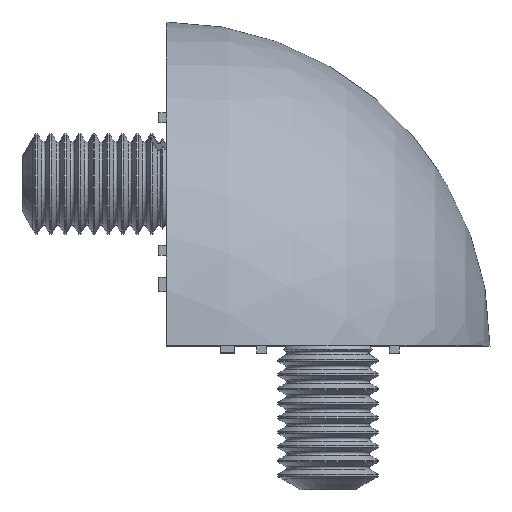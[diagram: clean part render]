
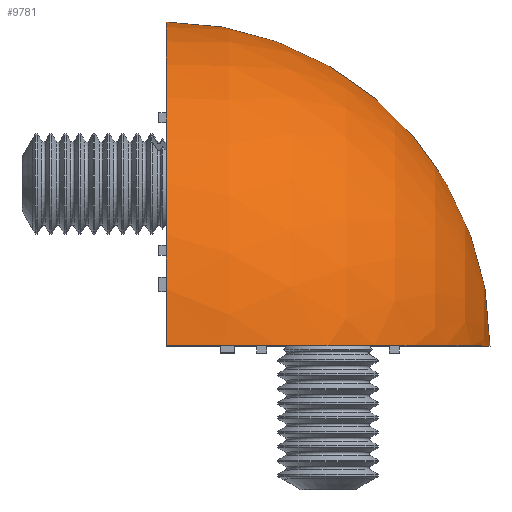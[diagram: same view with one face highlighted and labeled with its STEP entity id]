
A CAD part, top view. The second image highlights one B-rep face of the part: STEP entity #9781.
In plain terms, the highlighted spherical face has radius 45 mm.
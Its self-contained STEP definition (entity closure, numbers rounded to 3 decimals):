
#62=SPHERICAL_SURFACE('',#10475,45.);
#858=FACE_OUTER_BOUND('',#1497,.T.);
#1497=EDGE_LOOP('',(#7308,#7309,#7310));
#1978=CIRCLE('',#10445,45.);
#1980=CIRCLE('',#10448,45.);
#1982=CIRCLE('',#10451,45.);
#4300=VERTEX_POINT('',#15646);
#4302=VERTEX_POINT('',#15649);
#4304=VERTEX_POINT('',#15655);
#5374=EDGE_CURVE('',#4300,#4302,#1978,.T.);
#5377=EDGE_CURVE('',#4302,#4304,#1980,.T.);
#5380=EDGE_CURVE('',#4304,#4300,#1982,.T.);
#7308=ORIENTED_EDGE('',*,*,#5380,.F.);
#7309=ORIENTED_EDGE('',*,*,#5377,.F.);
#7310=ORIENTED_EDGE('',*,*,#5374,.F.);
#9781=ADVANCED_FACE('',(#858),#62,.T.);
#10445=AXIS2_PLACEMENT_3D('',#15650,#12266,#12267);
#10448=AXIS2_PLACEMENT_3D('',#15656,#12273,#12274);
#10451=AXIS2_PLACEMENT_3D('',#15661,#12280,#12281);
#10475=AXIS2_PLACEMENT_3D('',#15701,#12336,#12337);
#12266=DIRECTION('center_axis',(0.,0.,
-1.));
#12267=DIRECTION('ref_axis',(1.,0.,0.));
#12273=DIRECTION('center_axis',(0.,-1.,0.));
#12274=DIRECTION('ref_axis',(0.,0.,
-1.));
#12280=DIRECTION('center_axis',(-1.,0.,0.));
#12281=DIRECTION('ref_axis',(0.,0.,
-1.));
#12336=DIRECTION('center_axis',(-1.,0.,0.));
#12337=DIRECTION('ref_axis',(0.,1.,0.));
#15646=CARTESIAN_POINT('',(-29.3,28.649,-20.5));
#15649=CARTESIAN_POINT('',(15.7,-16.351,-20.5));
#15650=CARTESIAN_POINT('Origin',(-29.3,-16.351,-20.5));
#15655=CARTESIAN_POINT('',(-29.3,-16.351,24.5));
#15656=CARTESIAN_POINT('Origin',(-29.3,-16.351,-20.5));
#15661=CARTESIAN_POINT('Origin',(-29.3,-16.351,-20.5));
#15701=CARTESIAN_POINT('Origin',(-29.3,-16.351,-20.5));
